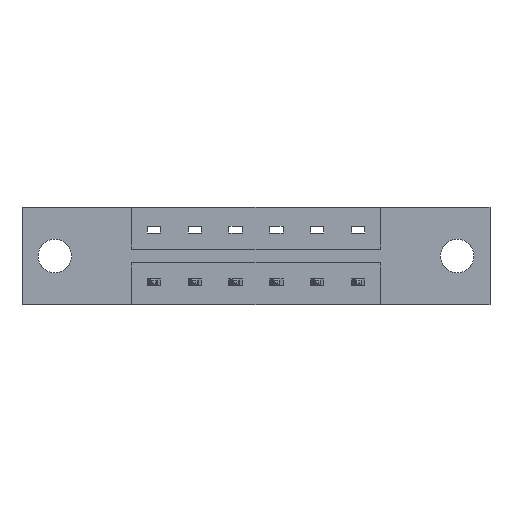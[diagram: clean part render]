
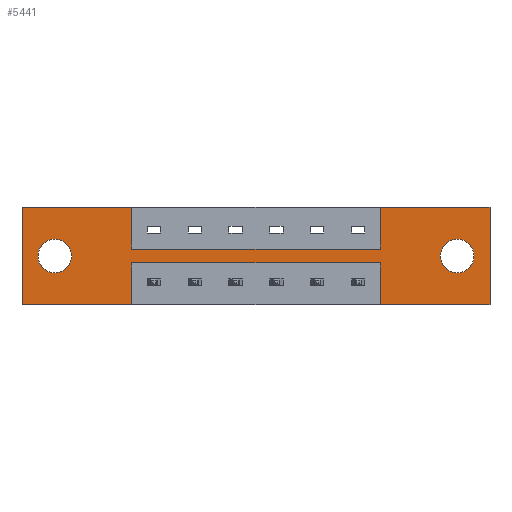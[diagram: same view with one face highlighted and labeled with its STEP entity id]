
A CAD part, front view. The second image highlights one B-rep face of the part: STEP entity #5441.
In plain terms, the highlighted planar face has unit normal (0, -1, 0).
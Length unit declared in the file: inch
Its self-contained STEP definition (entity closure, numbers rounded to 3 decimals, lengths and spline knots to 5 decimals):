
#77 = VECTOR ( 'NONE', #3955, 39.37008 ) ;
#108 = VERTEX_POINT ( 'NONE', #6913 ) ;
#111 = CARTESIAN_POINT ( 'NONE',  ( 1.3665, 0., -0.2115 ) ) ;
#231 = VERTEX_POINT ( 'NONE', #644 ) ;
#260 = FACE_BOUND ( 'NONE', #1790, .T. ) ;
#304 = DIRECTION ( 'NONE',  ( 0., 0., -1. ) ) ;
#330 = CARTESIAN_POINT ( 'NONE',  ( 1.3665, 0., -0.37 ) ) ;
#490 = ORIENTED_EDGE ( 'NONE', *, *, #5527, .F. ) ;
#545 = CIRCLE ( 'NONE', #6910, 0.064 ) ;
#644 = CARTESIAN_POINT ( 'NONE',  ( 1.3665, 0., 0. ) ) ;
#646 = DIRECTION ( 'NONE',  ( 0., 1., 0. ) ) ;
#731 = ORIENTED_EDGE ( 'NONE', *, *, #5310, .F. ) ;
#775 = VECTOR ( 'NONE', #3231, 39.37008 ) ;
#780 = VECTOR ( 'NONE', #6110, 39.37008 ) ;
#820 = EDGE_CURVE ( 'NONE', #108, #231, #3477, .T. ) ;
#932 = EDGE_CURVE ( 'NONE', #6140, #1283, #5259, .T. ) ;
#1073 = LINE ( 'NONE', #8216, #1965 ) ;
#1132 = CARTESIAN_POINT ( 'NONE',  ( 0.4175, 0., -0.2115 ) ) ;
#1134 = CARTESIAN_POINT ( 'NONE',  ( 0.125, 0., -0.185 ) ) ;
#1138 = VERTEX_POINT ( 'NONE', #6578 ) ;
#1152 = CIRCLE ( 'NONE', #2650, 0.064 ) ;
#1178 = DIRECTION ( 'NONE',  ( 0., 1., 0. ) ) ;
#1219 = VECTOR ( 'NONE', #4514, 39.37008 ) ;
#1283 = VERTEX_POINT ( 'NONE', #5385 ) ;
#1292 = VECTOR ( 'NONE', #1473, 39.37008 ) ;
#1391 = VERTEX_POINT ( 'NONE', #6226 ) ;
#1399 = EDGE_CURVE ( 'NONE', #6842, #7066, #3003, .T. ) ;
#1473 = DIRECTION ( 'NONE',  ( 0., 0., -1. ) ) ;
#1608 = CARTESIAN_POINT ( 'NONE',  ( 0.4175, 0., -0.37 ) ) ;
#1685 = EDGE_LOOP ( 'NONE', ( #490, #5094, #2857, #3364, #4786, #731, #7991, #4294, #5420, #6836, #6314, #7496 ) ) ;
#1738 = CARTESIAN_POINT ( 'NONE',  ( 1.659, 0., -0.249 ) ) ;
#1760 = CARTESIAN_POINT ( 'NONE',  ( 0.4175, 0., -0.2115 ) ) ;
#1790 = EDGE_LOOP ( 'NONE', ( #2708, #5794 ) ) ;
#1875 = EDGE_CURVE ( 'NONE', #1283, #6140, #2254, .T. ) ;
#1906 = VECTOR ( 'NONE', #8236, 39.37008 ) ;
#1915 = CARTESIAN_POINT ( 'NONE',  ( 0.125, 0., -0.185 ) ) ;
#1916 = VERTEX_POINT ( 'NONE', #6179 ) ;
#1965 = VECTOR ( 'NONE', #2381, 39.37008 ) ;
#2158 = CARTESIAN_POINT ( 'NONE',  ( 0.4175, 0., -0.1585 ) ) ;
#2167 = DIRECTION ( 'NONE',  ( 0., 0., 1. ) ) ;
#2168 = CARTESIAN_POINT ( 'NONE',  ( 1.3665, 0., -0.1585 ) ) ;
#2226 = VECTOR ( 'NONE', #3545, 39.37008 ) ;
#2234 = AXIS2_PLACEMENT_3D ( 'NONE', #4115, #6745, #304 ) ;
#2254 = CIRCLE ( 'NONE', #4697, 0.064 ) ;
#2360 = LINE ( 'NONE', #1132, #1906 ) ;
#2374 = CARTESIAN_POINT ( 'NONE',  ( 0., 0., -0.37 ) ) ;
#2379 = EDGE_CURVE ( 'NONE', #231, #6842, #5576, .T. ) ;
#2381 = DIRECTION ( 'NONE',  ( 0., 0., -1. ) ) ;
#2650 = AXIS2_PLACEMENT_3D ( 'NONE', #3557, #6149, #5002 ) ;
#2657 = LINE ( 'NONE', #4559, #1219 ) ;
#2708 = ORIENTED_EDGE ( 'NONE', *, *, #1875, .T. ) ;
#2721 = EDGE_CURVE ( 'NONE', #4393, #4842, #2360, .T. ) ;
#2793 = CARTESIAN_POINT ( 'NONE',  ( 0., 0., -0.37 ) ) ;
#2857 = ORIENTED_EDGE ( 'NONE', *, *, #1399, .F. ) ;
#2887 = FACE_BOUND ( 'NONE', #3896, .T. ) ;
#2954 = DIRECTION ( 'NONE',  ( 1., 0., 0. ) ) ;
#3003 = LINE ( 'NONE', #4136, #1292 ) ;
#3040 = DIRECTION ( 'NONE',  ( 0., 0., 1. ) ) ;
#3231 = DIRECTION ( 'NONE',  ( -1., 0., 0. ) ) ;
#3364 = ORIENTED_EDGE ( 'NONE', *, *, #2379, .F. ) ;
#3477 = LINE ( 'NONE', #2168, #780 ) ;
#3545 = DIRECTION ( 'NONE',  ( 0., 0., 1. ) ) ;
#3557 = CARTESIAN_POINT ( 'NONE',  ( 1.659, 0., -0.185 ) ) ;
#3602 = EDGE_CURVE ( 'NONE', #1916, #6716, #545, .T. ) ;
#3760 = AXIS2_PLACEMENT_3D ( 'NONE', #1915, #8295, #8210 ) ;
#3854 = CARTESIAN_POINT ( 'NONE',  ( 0.125, 0., -0.249 ) ) ;
#3870 = DIRECTION ( 'NONE',  ( 0., 0., -1. ) ) ;
#3896 = EDGE_LOOP ( 'NONE', ( #8352, #6100 ) ) ;
#3955 = DIRECTION ( 'NONE',  ( 1., 0., 0. ) ) ;
#4079 = PLANE ( 'NONE',  #2234 ) ;
#4115 = CARTESIAN_POINT ( 'NONE',  ( 0., 0., -0.37 ) ) ;
#4136 = CARTESIAN_POINT ( 'NONE',  ( 1.784, 0., 0. ) ) ;
#4139 = VERTEX_POINT ( 'NONE', #2793 ) ;
#4142 = CARTESIAN_POINT ( 'NONE',  ( 1.784, 0., -0.37 ) ) ;
#4227 = LINE ( 'NONE', #5539, #4254 ) ;
#4254 = VECTOR ( 'NONE', #8116, 39.37008 ) ;
#4268 = CARTESIAN_POINT ( 'NONE',  ( 0., 0., 0. ) ) ;
#4294 = ORIENTED_EDGE ( 'NONE', *, *, #7724, .F. ) ;
#4393 = VERTEX_POINT ( 'NONE', #111 ) ;
#4514 = DIRECTION ( 'NONE',  ( 1., 0., 0. ) ) ;
#4559 = CARTESIAN_POINT ( 'NONE',  ( 0., 0., 0. ) ) ;
#4697 = AXIS2_PLACEMENT_3D ( 'NONE', #1134, #1178, #3040 ) ;
#4712 = LINE ( 'NONE', #7294, #8320 ) ;
#4786 = ORIENTED_EDGE ( 'NONE', *, *, #820, .F. ) ;
#4842 = VERTEX_POINT ( 'NONE', #1760 ) ;
#5002 = DIRECTION ( 'NONE',  ( 0., 0., -1. ) ) ;
#5094 = ORIENTED_EDGE ( 'NONE', *, *, #5836, .F. ) ;
#5132 = LINE ( 'NONE', #6456, #775 ) ;
#5202 = EDGE_CURVE ( 'NONE', #4842, #8313, #1073, .T. ) ;
#5259 = CIRCLE ( 'NONE', #3760, 0.064 ) ;
#5310 = EDGE_CURVE ( 'NONE', #5982, #108, #7212, .T. ) ;
#5385 = CARTESIAN_POINT ( 'NONE',  ( 0.125, 0., -0.121 ) ) ;
#5420 = ORIENTED_EDGE ( 'NONE', *, *, #8355, .F. ) ;
#5441 = ADVANCED_FACE ( 'NONE', ( #2887, #260, #7422 ), #4079, .T. ) ;
#5499 = LINE ( 'NONE', #5540, #2226 ) ;
#5527 = EDGE_CURVE ( 'NONE', #8299, #4393, #4712, .T. ) ;
#5539 = CARTESIAN_POINT ( 'NONE',  ( 0.4175, 0., -0.1585 ) ) ;
#5540 = CARTESIAN_POINT ( 'NONE',  ( 0., 0., 0. ) ) ;
#5576 = LINE ( 'NONE', #4268, #5818 ) ;
#5586 = EDGE_CURVE ( 'NONE', #6716, #1916, #1152, .T. ) ;
#5650 = EDGE_CURVE ( 'NONE', #8313, #4139, #6191, .T. ) ;
#5794 = ORIENTED_EDGE ( 'NONE', *, *, #932, .T. ) ;
#5818 = VECTOR ( 'NONE', #2954, 39.37008 ) ;
#5836 = EDGE_CURVE ( 'NONE', #7066, #8299, #5132, .T. ) ;
#5976 = CARTESIAN_POINT ( 'NONE',  ( 1.784, 0., 0. ) ) ;
#5982 = VERTEX_POINT ( 'NONE', #2158 ) ;
#6100 = ORIENTED_EDGE ( 'NONE', *, *, #5586, .T. ) ;
#6110 = DIRECTION ( 'NONE',  ( 0., 0., 1. ) ) ;
#6140 = VERTEX_POINT ( 'NONE', #3854 ) ;
#6149 = DIRECTION ( 'NONE',  ( 0., 1., 0. ) ) ;
#6179 = CARTESIAN_POINT ( 'NONE',  ( 1.659, 0., -0.121 ) ) ;
#6191 = LINE ( 'NONE', #2374, #6972 ) ;
#6226 = CARTESIAN_POINT ( 'NONE',  ( 0.4175, 0., 0. ) ) ;
#6235 = DIRECTION ( 'NONE',  ( -1., 0., 0. ) ) ;
#6314 = ORIENTED_EDGE ( 'NONE', *, *, #5202, .F. ) ;
#6456 = CARTESIAN_POINT ( 'NONE',  ( 0., 0., -0.37 ) ) ;
#6578 = CARTESIAN_POINT ( 'NONE',  ( 0., 0., 0. ) ) ;
#6716 = VERTEX_POINT ( 'NONE', #1738 ) ;
#6745 = DIRECTION ( 'NONE',  ( 0., -1., 0. ) ) ;
#6836 = ORIENTED_EDGE ( 'NONE', *, *, #5650, .F. ) ;
#6842 = VERTEX_POINT ( 'NONE', #5976 ) ;
#6910 = AXIS2_PLACEMENT_3D ( 'NONE', #7000, #646, #3870 ) ;
#6913 = CARTESIAN_POINT ( 'NONE',  ( 1.3665, 0., -0.1585 ) ) ;
#6972 = VECTOR ( 'NONE', #6235, 39.37008 ) ;
#7000 = CARTESIAN_POINT ( 'NONE',  ( 1.659, 0., -0.185 ) ) ;
#7051 = CARTESIAN_POINT ( 'NONE',  ( 0.4175, 0., -0.1585 ) ) ;
#7066 = VERTEX_POINT ( 'NONE', #4142 ) ;
#7088 = EDGE_CURVE ( 'NONE', #1391, #5982, #4227, .T. ) ;
#7212 = LINE ( 'NONE', #7051, #77 ) ;
#7294 = CARTESIAN_POINT ( 'NONE',  ( 1.3665, 0., -0.2115 ) ) ;
#7422 = FACE_OUTER_BOUND ( 'NONE', #1685, .T. ) ;
#7496 = ORIENTED_EDGE ( 'NONE', *, *, #2721, .F. ) ;
#7724 = EDGE_CURVE ( 'NONE', #1138, #1391, #2657, .T. ) ;
#7991 = ORIENTED_EDGE ( 'NONE', *, *, #7088, .F. ) ;
#8116 = DIRECTION ( 'NONE',  ( 0., 0., -1. ) ) ;
#8210 = DIRECTION ( 'NONE',  ( 0., 0., 1. ) ) ;
#8216 = CARTESIAN_POINT ( 'NONE',  ( 0.4175, 0., -0.2115 ) ) ;
#8236 = DIRECTION ( 'NONE',  ( -1., 0., 0. ) ) ;
#8295 = DIRECTION ( 'NONE',  ( 0., 1., 0. ) ) ;
#8299 = VERTEX_POINT ( 'NONE', #330 ) ;
#8313 = VERTEX_POINT ( 'NONE', #1608 ) ;
#8320 = VECTOR ( 'NONE', #2167, 39.37008 ) ;
#8352 = ORIENTED_EDGE ( 'NONE', *, *, #3602, .T. ) ;
#8355 = EDGE_CURVE ( 'NONE', #4139, #1138, #5499, .T. ) ;
